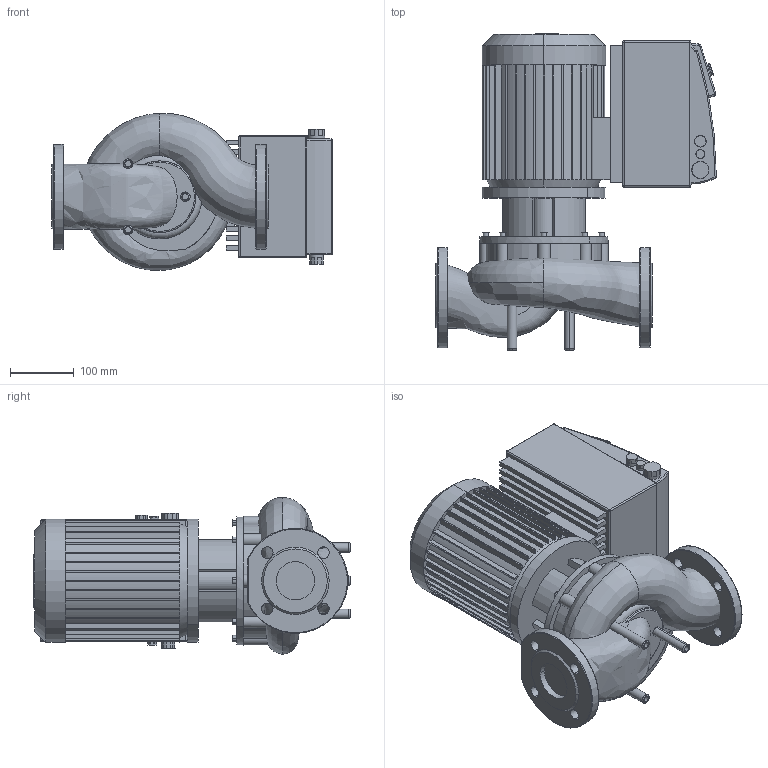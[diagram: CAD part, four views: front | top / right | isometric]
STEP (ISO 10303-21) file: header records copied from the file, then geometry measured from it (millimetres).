
FILE_DESCRIPTION((''),'2;1');
FILE_NAME('3d_IP-E50_140-3_2-R1-2158885.stp','2016-07-18T09:17:36',(''),(''),'Mechanical Desktop 2009','Mechanical Desktop 2009',', , ');
FILE_SCHEMA(('CONFIG_CONTROL_DESIGN'));
Length unit declared in the file: millimetre
Products named in the file (1): Product
Bounding box: 441 x 497.03 x 247.04 mm (x, y, z)
Volume: 20426854.5 mm3; surface area: 1126887.9 mm2
Topology: 12 solids, 12 shells, 762 faces, 1956 edges, 1246 vertices
Faces by surface type: plane 436, cylinder 175, bspline 110, sphere 18, torus 17, cone 6
Full cylindrical faces by diameter (mm): 15 x2
Entity records: 31518 total; most frequent: CARTESIAN_POINT 13026, ORIENTED_EDGE 3872, DIRECTION 3738, EDGE_CURVE 1936, AXIS2_PLACEMENT_3D 1255, VERTEX_POINT 1245, VECTOR 1228, LINE 1228
